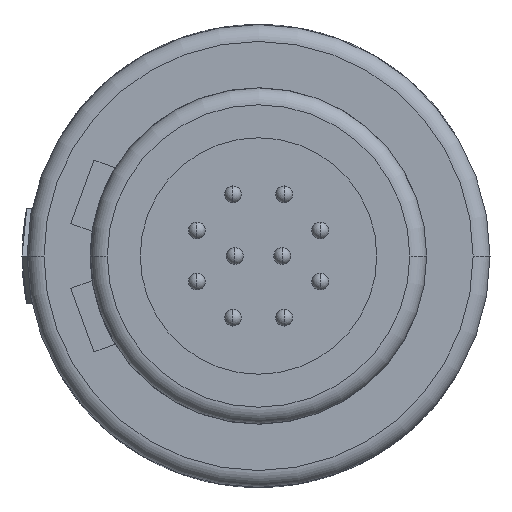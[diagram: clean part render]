
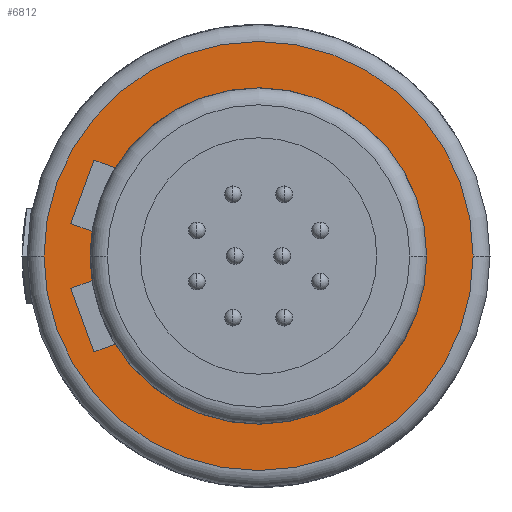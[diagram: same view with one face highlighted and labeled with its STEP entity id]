
A CAD part, left-side view. The second image highlights one B-rep face of the part: STEP entity #6812.
In plain terms, the highlighted planar face has unit normal (-1, 0, 0).
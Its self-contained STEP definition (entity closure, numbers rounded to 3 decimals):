
#1866=CARTESIAN_POINT('',(-6.7,0.,0.));
#1867=DIRECTION('',(-1.,0.,0.));
#1868=DIRECTION('',(0.,-1.,0.));
#1869=AXIS2_PLACEMENT_3D('',#1866,#1867,#1868);
#1871=CARTESIAN_POINT('',(-6.7,0.,0.));
#1872=DIRECTION('',(-1.,0.,0.));
#1873=DIRECTION('',(0.,1.,0.));
#1874=AXIS2_PLACEMENT_3D('',#1871,#1872,#1873);
#1876=DIRECTION('',(0.,0.94,-0.342));
#1877=VECTOR('',#1876,0.677);
#1878=CARTESIAN_POINT('',(-6.7,4.238,-2.607));
#1879=LINE('',#1878,#1877);
#1880=DIRECTION('',(0.,0.94,0.342));
#1881=VECTOR('',#1880,0.677);
#1882=CARTESIAN_POINT('',(-6.7,4.238,2.607));
#1883=LINE('',#1882,#1881);
#1884=DIRECTION('',(0.,-0.342,0.94));
#1885=VECTOR('',#1884,2.);
#1886=CARTESIAN_POINT('',(-6.7,5.557,0.959));
#1887=LINE('',#1886,#1885);
#1888=DIRECTION('',(0.,0.94,0.342));
#1889=VECTOR('',#1888,0.677);
#1890=CARTESIAN_POINT('',(-6.7,4.922,0.727));
#1891=LINE('',#1890,#1889);
#1892=DIRECTION('',(0.,0.94,-0.342));
#1893=VECTOR('',#1892,0.677);
#1894=CARTESIAN_POINT('',(-6.7,4.922,-0.727));
#1895=LINE('',#1894,#1893);
#1896=DIRECTION('',(0.,0.342,0.94));
#1897=VECTOR('',#1896,2.);
#1898=CARTESIAN_POINT('',(-6.7,4.873,-2.838));
#1899=LINE('',#1898,#1897);
#1934=CARTESIAN_POINT('',(-6.7,0.,0.));
#1935=DIRECTION('',(-1.,0.,0.));
#1936=DIRECTION('',(0.,1.,0.));
#1937=AXIS2_PLACEMENT_3D('',#1934,#1935,#1936);
#1952=CARTESIAN_POINT('',(-6.7,0.,0.));
#1953=DIRECTION('',(-1.,0.,0.));
#1954=DIRECTION('',(0.,0.852,-0.524));
#1955=AXIS2_PLACEMENT_3D('',#1952,#1953,#1954);
#1965=CARTESIAN_POINT('',(-6.7,0.,0.));
#1966=DIRECTION('',(1.,0.,0.));
#1967=DIRECTION('',(0.,0.852,0.524));
#1968=AXIS2_PLACEMENT_3D('',#1965,#1966,#1967);
#1975=CARTESIAN_POINT('',(-6.7,0.,0.));
#1976=DIRECTION('',(1.,0.,0.));
#1977=DIRECTION('',(0.,1.,0.));
#1978=AXIS2_PLACEMENT_3D('',#1975,#1976,#1977);
#3758=CARTESIAN_POINT('',(-6.7,-6.35,0.));
#3759=CARTESIAN_POINT('',(-6.7,6.35,0.));
#3760=VERTEX_POINT('',#3758);
#3761=VERTEX_POINT('',#3759);
#3774=CARTESIAN_POINT('',(-6.7,4.975,0.));
#3775=VERTEX_POINT('',#3774);
#3776=CARTESIAN_POINT('',(-6.7,-4.975,0.));
#3777=VERTEX_POINT('',#3776);
#4371=CARTESIAN_POINT('',(-6.7,4.238,2.607));
#4372=CARTESIAN_POINT('',(-6.7,4.873,2.838));
#4373=VERTEX_POINT('',#4371);
#4374=VERTEX_POINT('',#4372);
#4375=CARTESIAN_POINT('',(-6.7,5.557,0.959));
#4376=VERTEX_POINT('',#4375);
#4381=CARTESIAN_POINT('',(-6.7,4.922,0.727));
#4382=VERTEX_POINT('',#4381);
#4387=CARTESIAN_POINT('',(-6.7,4.238,-2.607));
#4388=CARTESIAN_POINT('',(-6.7,4.873,-2.838));
#4389=VERTEX_POINT('',#4387);
#4390=VERTEX_POINT('',#4388);
#4391=CARTESIAN_POINT('',(-6.7,4.922,-0.727));
#4392=CARTESIAN_POINT('',(-6.7,5.557,-0.959));
#4393=VERTEX_POINT('',#4391);
#4394=VERTEX_POINT('',#4392);
#6780=CARTESIAN_POINT('',(-6.7,0.,0.));
#6781=DIRECTION('',(1.,0.,0.));
#6782=DIRECTION('',(0.,-1.,0.));
#6783=AXIS2_PLACEMENT_3D('',#6780,#6781,#6782);
#6784=PLANE('',#6783);
#6786=ORIENTED_EDGE('',*,*,#6785,.F.);
#6787=ORIENTED_EDGE('',*,*,#6763,.F.);
#6788=EDGE_LOOP('',(#6786,#6787));
#6789=FACE_OUTER_BOUND('',#6788,.F.);
#6791=ORIENTED_EDGE('',*,*,#6790,.F.);
#6793=ORIENTED_EDGE('',*,*,#6792,.T.);
#6795=ORIENTED_EDGE('',*,*,#6794,.F.);
#6797=ORIENTED_EDGE('',*,*,#6796,.T.);
#6799=ORIENTED_EDGE('',*,*,#6798,.F.);
#6801=ORIENTED_EDGE('',*,*,#6800,.F.);
#6803=ORIENTED_EDGE('',*,*,#6802,.F.);
#6805=ORIENTED_EDGE('',*,*,#6804,.T.);
#6807=ORIENTED_EDGE('',*,*,#6806,.T.);
#6809=ORIENTED_EDGE('',*,*,#6808,.F.);
#6810=EDGE_LOOP('',(#6791,#6793,#6795,#6797,#6799,#6801,#6803,#6805,#6807,
#6809));
#6811=FACE_BOUND('',#6810,.F.);
#1870=CIRCLE('',#1869,6.35);
#1875=CIRCLE('',#1874,6.35);
#1938=CIRCLE('',#1937,4.975);
#1956=CIRCLE('',#1955,4.975);
#1969=CIRCLE('',#1968,4.975);
#1979=CIRCLE('',#1978,4.975);
#6763=EDGE_CURVE('',#3761,#3760,#1875,.T.);
#6785=EDGE_CURVE('',#3760,#3761,#1870,.T.);
#6790=EDGE_CURVE('',#4389,#4390,#1879,.T.);
#6792=EDGE_CURVE('',#4389,#3777,#1956,.T.);
#6794=EDGE_CURVE('',#4373,#3777,#1969,.T.);
#6796=EDGE_CURVE('',#4373,#4374,#1883,.T.);
#6798=EDGE_CURVE('',#4376,#4374,#1887,.T.);
#6800=EDGE_CURVE('',#4382,#4376,#1891,.T.);
#6802=EDGE_CURVE('',#3775,#4382,#1979,.T.);
#6804=EDGE_CURVE('',#3775,#4393,#1938,.T.);
#6806=EDGE_CURVE('',#4393,#4394,#1895,.T.);
#6808=EDGE_CURVE('',#4390,#4394,#1899,.T.);
#6812=ADVANCED_FACE('',(#6789,#6811),#6784,.F.);
